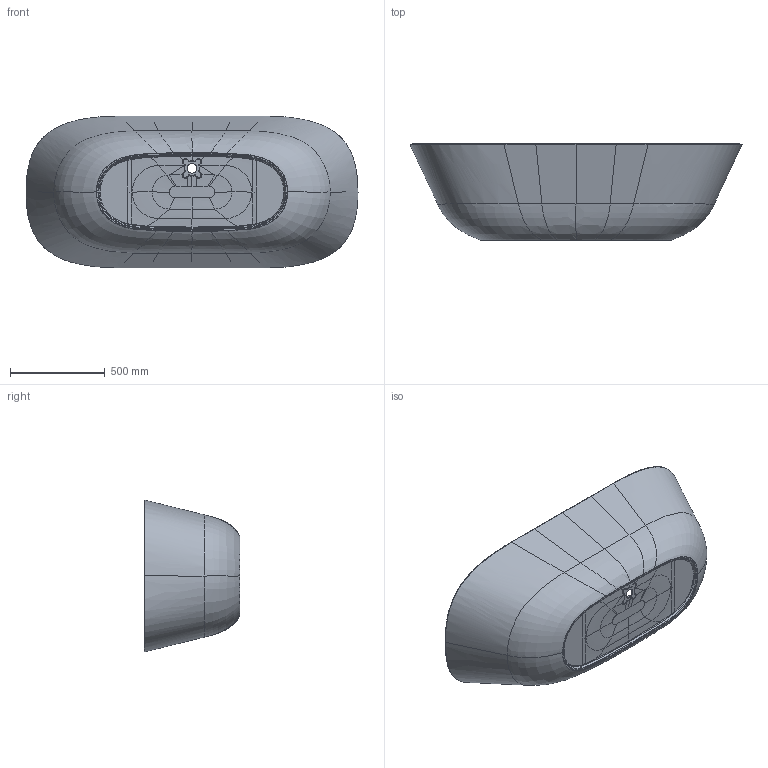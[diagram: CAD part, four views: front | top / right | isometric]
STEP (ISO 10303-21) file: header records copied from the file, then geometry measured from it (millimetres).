
FILE_DESCRIPTION((''),'2;1');
FILE_NAME('UBQ175ANH7F2_THEANO','2022-07-04T15:48:25',('hegemanc'),('Villeroy & Boch Wellness bv'),'CREO PARAMETRIC BY PTC INC, 2020454','CREO PARAMETRIC BY PTC INC, 2020454','');
FILE_SCHEMA(('CONFIG_CONTROL_DESIGN'));
Products named in the file (1): UBQ175ANH7F2_THEANO
Bounding box: 1750 x 506 x 800 mm (x, y, z)
Volume: 34134989.8 mm3; surface area: 5002492.1 mm2
Topology: 1 solids, 1 shells, 239 faces, 588 edges, 352 vertices
Faces by surface type: bspline 167, cylinder 28, torus 20, plane 17, cone 7
Entity records: 36225 total; most frequent: CARTESIAN_POINT 31889, ORIENTED_EDGE 1176, EDGE_CURVE 588, DIRECTION 439, B_SPLINE_CURVE_WITH_KNOTS 395, VERTEX_POINT 352, EDGE_LOOP 242, FACE_OUTER_BOUND 239
